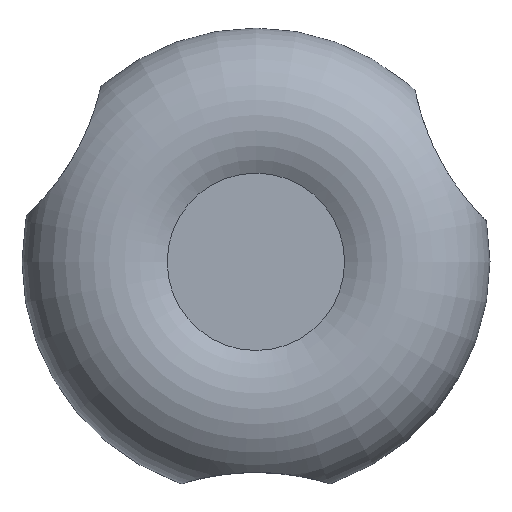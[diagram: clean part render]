
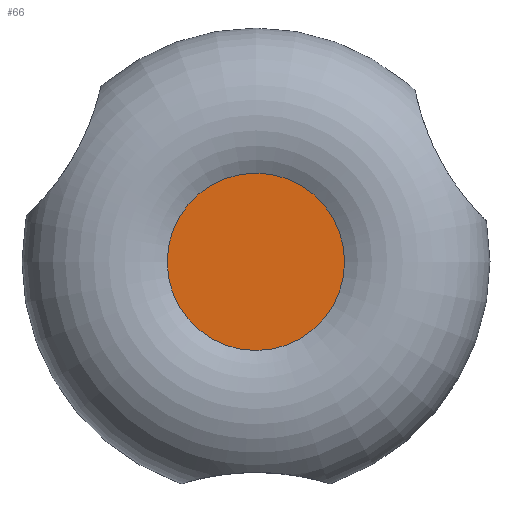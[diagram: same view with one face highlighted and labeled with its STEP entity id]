
A CAD part, top view. The second image highlights one B-rep face of the part: STEP entity #66.
In plain terms, the highlighted planar face has unit normal (0, 0, 1).
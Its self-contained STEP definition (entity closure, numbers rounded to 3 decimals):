
#66 = ADVANCED_FACE( '', ( #155 ), #156, .F. );
#155 = FACE_OUTER_BOUND( '', #265, .T. );
#156 = PLANE( '', #266 );
#265 = EDGE_LOOP( '', ( #390 ) );
#266 = AXIS2_PLACEMENT_3D( '', #391, #392, #393 );
#390 = ORIENTED_EDGE( '', *, *, #593, .T. );
#391 = CARTESIAN_POINT( '', ( 0., 5.683, 21. ) );
#392 = DIRECTION( '', ( 0., 0., -1. ) );
#393 = DIRECTION( '', ( -1., 0., 0. ) );
#593 = EDGE_CURVE( '', #690, #690, #691, .T. );
#690 = VERTEX_POINT( '', #1030 );
#691 = CIRCLE( '', #1031, 5.683 );
#1030 = CARTESIAN_POINT( '', ( 5.683, 0., 21. ) );
#1031 = AXIS2_PLACEMENT_3D( '', #1431, #1432, #1433 );
#1431 = CARTESIAN_POINT( '', ( 0., 0., 21. ) );
#1432 = DIRECTION( '', ( 0., 0., 1. ) );
#1433 = DIRECTION( '', ( 1., 0., 0. ) );
